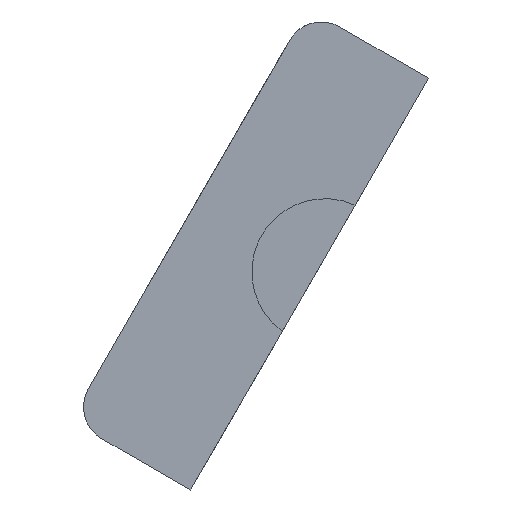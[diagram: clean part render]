
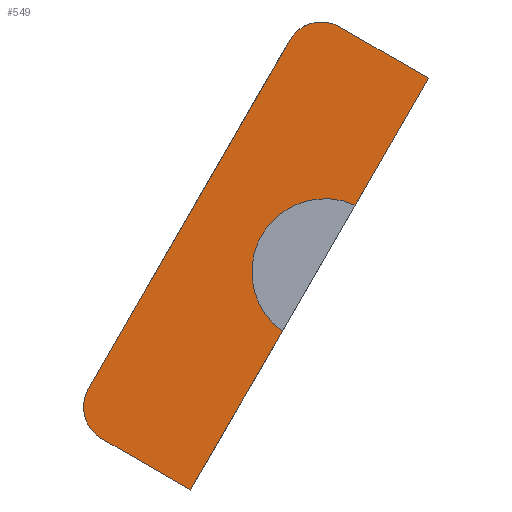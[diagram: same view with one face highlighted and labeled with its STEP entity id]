
A CAD part, front view. The second image highlights one B-rep face of the part: STEP entity #549.
In plain terms, the highlighted planar face has unit normal (0, -1, 0).
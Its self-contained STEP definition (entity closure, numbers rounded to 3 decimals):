
#38=PLANE('',#624);
#66=FACE_OUTER_BOUND('',#106,.T.);
#106=EDGE_LOOP('',(#496,#497,#498,#499,#500,#501,#502,#503));
#109=CIRCLE('',#567,1.);
#131=CIRCLE('',#603,1.);
#133=CIRCLE('',#607,2.);
#152=LINE('',#951,#188);
#165=LINE('',#983,#201);
#168=LINE('',#987,#204);
#175=LINE('',#1013,#211);
#176=LINE('',#1015,#212);
#188=VECTOR('',#713,10.);
#201=VECTOR('',#744,10.);
#204=VECTOR('',#747,10.);
#211=VECTOR('',#780,10.);
#212=VECTOR('',#783,10.);
#226=VERTEX_POINT('',#809);
#227=VERTEX_POINT('',#811);
#256=VERTEX_POINT('',#950);
#258=VERTEX_POINT('',#959);
#262=VERTEX_POINT('',#971);
#263=VERTEX_POINT('',#972);
#266=VERTEX_POINT('',#982);
#267=VERTEX_POINT('',#985);
#278=EDGE_CURVE('',#226,#227,#109,.T.);
#317=EDGE_CURVE('',#227,#256,#152,.F.);
#323=EDGE_CURVE('',#256,#258,#131,.F.);
#329=EDGE_CURVE('',#262,#263,#133,.F.);
#334=EDGE_CURVE('',#266,#262,#165,.F.);
#337=EDGE_CURVE('',#263,#267,#168,.F.);
#350=EDGE_CURVE('',#267,#258,#175,.T.);
#351=EDGE_CURVE('',#266,#226,#176,.F.);
#496=ORIENTED_EDGE('',*,*,#278,.F.);
#497=ORIENTED_EDGE('',*,*,#351,.F.);
#498=ORIENTED_EDGE('',*,*,#334,.T.);
#499=ORIENTED_EDGE('',*,*,#329,.T.);
#500=ORIENTED_EDGE('',*,*,#337,.T.);
#501=ORIENTED_EDGE('',*,*,#350,.T.);
#502=ORIENTED_EDGE('',*,*,#323,.F.);
#503=ORIENTED_EDGE('',*,*,#317,.F.);
#549=ADVANCED_FACE('',(#66),#38,.T.);
#567=AXIS2_PLACEMENT_3D('',#812,#634,#635);
#603=AXIS2_PLACEMENT_3D('',#960,#721,#722);
#607=AXIS2_PLACEMENT_3D('',#973,#733,#734);
#624=AXIS2_PLACEMENT_3D('',#1014,#781,#782);
#634=DIRECTION('center_axis',(0.,1.,0.));
#635=DIRECTION('ref_axis',(-0.966,0.,-0.259));
#713=DIRECTION('',(-0.5,0.,-0.866));
#721=DIRECTION('center_axis',(0.,-1.,0.));
#722=DIRECTION('ref_axis',(-0.259,0.,0.966));
#733=DIRECTION('center_axis',(0.,-1.,0.));
#734=DIRECTION('ref_axis',(-0.5,0.,-0.866));
#744=DIRECTION('',(-0.5,0.,-0.866));
#747=DIRECTION('',(-0.5,0.,-0.866));
#780=DIRECTION('',(-0.866,0.,0.5));
#781=DIRECTION('center_axis',(0.,-1.,0.));
#782=DIRECTION('ref_axis',(0.5,0.,0.866));
#783=DIRECTION('',(0.866,0.,-0.5));
#809=CARTESIAN_POINT('',(81.802,-69.5,370.438));
#811=CARTESIAN_POINT('',(81.436,-69.5,371.804));
#812=CARTESIAN_POINT('Origin',(82.302,-69.5,371.304));
#950=CARTESIAN_POINT('',(86.936,-69.5,381.33));
#951=CARTESIAN_POINT('',(82.561,-69.5,373.752));
#959=CARTESIAN_POINT('',(88.302,-69.5,381.696));
#960=CARTESIAN_POINT('Origin',(87.802,-69.5,380.83));
#971=CARTESIAN_POINT('',(86.732,-69.5,373.377));
#972=CARTESIAN_POINT('',(88.722,-69.5,376.823));
#973=CARTESIAN_POINT('Origin',(87.9,-69.5,375.));
#982=CARTESIAN_POINT('',(84.227,-69.5,369.038));
#983=CARTESIAN_POINT('',(85.852,-69.5,371.852));
#985=CARTESIAN_POINT('',(90.727,-69.5,380.296));
#987=CARTESIAN_POINT('',(85.852,-69.5,371.852));
#1013=CARTESIAN_POINT('',(90.9,-69.5,380.196));
#1014=CARTESIAN_POINT('Origin',(84.4,-69.5,368.938));
#1015=CARTESIAN_POINT('',(84.4,-69.5,368.938));
